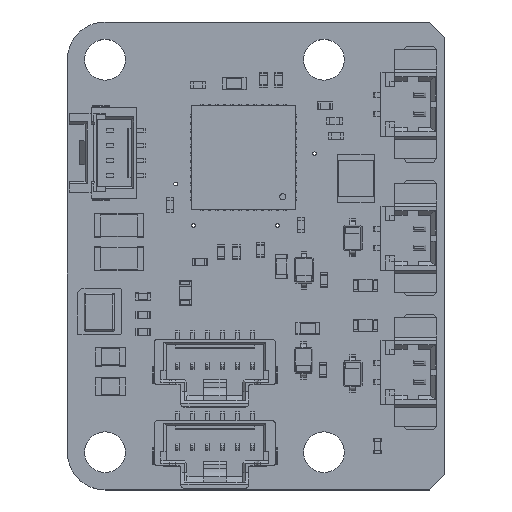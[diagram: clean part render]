
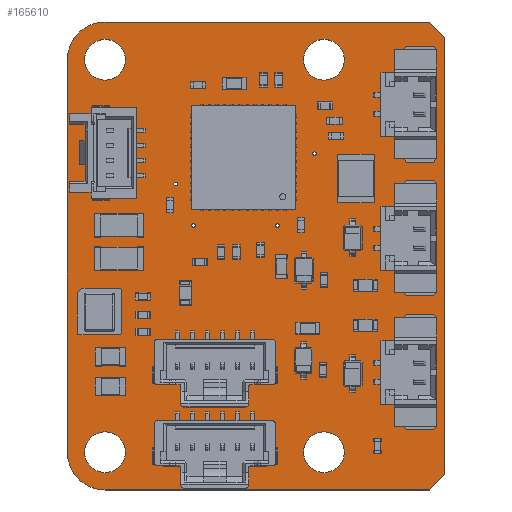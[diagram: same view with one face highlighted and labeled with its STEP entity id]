
A CAD part, top view. The second image highlights one B-rep face of the part: STEP entity #165610.
In plain terms, the highlighted planar face has unit normal (0, 0, 1).
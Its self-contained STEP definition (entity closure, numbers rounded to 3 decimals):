
#165375 = VERTEX_POINT('',#165376);
#165376 = CARTESIAN_POINT('',(24.,31.,1.6));
#165382 = EDGE_CURVE('',#165375,#165383,#165385,.T.);
#165383 = VERTEX_POINT('',#165384);
#165384 = CARTESIAN_POINT('',(2.5,31.,1.6));
#165385 = LINE('',#165386,#165387);
#165386 = CARTESIAN_POINT('',(24.,31.,1.6));
#165387 = VECTOR('',#165388,1.);
#165388 = DIRECTION('',(-1.,0.,0.));
#165415 = VERTEX_POINT('',#165416);
#165416 = CARTESIAN_POINT('',(25.,30.,1.6));
#165422 = EDGE_CURVE('',#165415,#165375,#165423,.T.);
#165423 = LINE('',#165424,#165425);
#165424 = CARTESIAN_POINT('',(25.,30.,1.6));
#165425 = VECTOR('',#165426,1.);
#165426 = DIRECTION('',(-0.707,0.707,0.));
#165453 = VERTEX_POINT('',#165454);
#165454 = CARTESIAN_POINT('',(0.,28.5,1.6));
#165460 = EDGE_CURVE('',#165383,#165453,#165461,.T.);
#165461 = CIRCLE('',#165462,2.5);
#165462 = AXIS2_PLACEMENT_3D('',#165463,#165464,#165465);
#165463 = CARTESIAN_POINT('',(2.5,28.5,1.6));
#165464 = DIRECTION('',(0.,0.,1.));
#165465 = DIRECTION('',(1.,0.,0.));
#165610 = ADVANCED_FACE('',(#165611,#165655,#165666,#165677,#165688,
    #165699,#165710,#165721,#165732),#165743,.T.);
#165611 = FACE_BOUND('',#165612,.T.);
#165612 = EDGE_LOOP('',(#165613,#165614,#165615,#165623,#165632,#165640,
    #165648,#165654));
#165613 = ORIENTED_EDGE('',*,*,#165382,.T.);
#165614 = ORIENTED_EDGE('',*,*,#165460,.T.);
#165615 = ORIENTED_EDGE('',*,*,#165616,.T.);
#165616 = EDGE_CURVE('',#165453,#165617,#165619,.T.);
#165617 = VERTEX_POINT('',#165618);
#165618 = CARTESIAN_POINT('',(0.,2.5,1.6));
#165619 = LINE('',#165620,#165621);
#165620 = CARTESIAN_POINT('',(0.,28.5,1.6));
#165621 = VECTOR('',#165622,1.);
#165622 = DIRECTION('',(0.,-1.,0.));
#165623 = ORIENTED_EDGE('',*,*,#165624,.T.);
#165624 = EDGE_CURVE('',#165617,#165625,#165627,.T.);
#165625 = VERTEX_POINT('',#165626);
#165626 = CARTESIAN_POINT('',(2.5,0.,1.6));
#165627 = CIRCLE('',#165628,2.5);
#165628 = AXIS2_PLACEMENT_3D('',#165629,#165630,#165631);
#165629 = CARTESIAN_POINT('',(2.5,2.5,1.6));
#165630 = DIRECTION('',(0.,0.,1.));
#165631 = DIRECTION('',(1.,0.,0.));
#165632 = ORIENTED_EDGE('',*,*,#165633,.T.);
#165633 = EDGE_CURVE('',#165625,#165634,#165636,.T.);
#165634 = VERTEX_POINT('',#165635);
#165635 = CARTESIAN_POINT('',(24.,0.,1.6));
#165636 = LINE('',#165637,#165638);
#165637 = CARTESIAN_POINT('',(2.5,0.,1.6));
#165638 = VECTOR('',#165639,1.);
#165639 = DIRECTION('',(1.,0.,0.));
#165640 = ORIENTED_EDGE('',*,*,#165641,.T.);
#165641 = EDGE_CURVE('',#165634,#165642,#165644,.T.);
#165642 = VERTEX_POINT('',#165643);
#165643 = CARTESIAN_POINT('',(25.,1.,1.6));
#165644 = LINE('',#165645,#165646);
#165645 = CARTESIAN_POINT('',(24.,0.,1.6));
#165646 = VECTOR('',#165647,1.);
#165647 = DIRECTION('',(0.707,0.707,0.));
#165648 = ORIENTED_EDGE('',*,*,#165649,.T.);
#165649 = EDGE_CURVE('',#165642,#165415,#165650,.T.);
#165650 = LINE('',#165651,#165652);
#165651 = CARTESIAN_POINT('',(25.,1.,1.6));
#165652 = VECTOR('',#165653,1.);
#165653 = DIRECTION('',(0.,1.,0.));
#165654 = ORIENTED_EDGE('',*,*,#165422,.T.);
#165655 = FACE_BOUND('',#165656,.T.);
#165656 = EDGE_LOOP('',(#165657));
#165657 = ORIENTED_EDGE('',*,*,#165658,.F.);
#165658 = EDGE_CURVE('',#165659,#165659,#165661,.T.);
#165659 = VERTEX_POINT('',#165660);
#165660 = CARTESIAN_POINT('',(3.85,2.5,1.6));
#165661 = CIRCLE('',#165662,1.35);
#165662 = AXIS2_PLACEMENT_3D('',#165663,#165664,#165665);
#165663 = CARTESIAN_POINT('',(2.5,2.5,1.6));
#165664 = DIRECTION('',(0.,0.,1.));
#165665 = DIRECTION('',(1.,0.,0.));
#165666 = FACE_BOUND('',#165667,.T.);
#165667 = EDGE_LOOP('',(#165668));
#165668 = ORIENTED_EDGE('',*,*,#165669,.F.);
#165669 = EDGE_CURVE('',#165670,#165670,#165672,.T.);
#165670 = VERTEX_POINT('',#165671);
#165671 = CARTESIAN_POINT('',(18.35,2.5,1.6));
#165672 = CIRCLE('',#165673,1.35);
#165673 = AXIS2_PLACEMENT_3D('',#165674,#165675,#165676);
#165674 = CARTESIAN_POINT('',(17.,2.5,1.6));
#165675 = DIRECTION('',(0.,0.,1.));
#165676 = DIRECTION('',(1.,0.,0.));
#165677 = FACE_BOUND('',#165678,.T.);
#165678 = EDGE_LOOP('',(#165679));
#165679 = ORIENTED_EDGE('',*,*,#165680,.F.);
#165680 = EDGE_CURVE('',#165681,#165681,#165683,.T.);
#165681 = VERTEX_POINT('',#165682);
#165682 = CARTESIAN_POINT('',(8.5,17.52,1.6));
#165683 = CIRCLE('',#165684,0.125);
#165684 = AXIS2_PLACEMENT_3D('',#165685,#165686,#165687);
#165685 = CARTESIAN_POINT('',(8.375,17.52,1.6));
#165686 = DIRECTION('',(0.,0.,1.));
#165687 = DIRECTION('',(1.,0.,0.));
#165688 = FACE_BOUND('',#165689,.T.);
#165689 = EDGE_LOOP('',(#165690));
#165690 = ORIENTED_EDGE('',*,*,#165691,.F.);
#165691 = EDGE_CURVE('',#165692,#165692,#165694,.T.);
#165692 = VERTEX_POINT('',#165693);
#165693 = CARTESIAN_POINT('',(7.3,20.27,1.6));
#165694 = CIRCLE('',#165695,0.125);
#165695 = AXIS2_PLACEMENT_3D('',#165696,#165697,#165698);
#165696 = CARTESIAN_POINT('',(7.175,20.27,1.6));
#165697 = DIRECTION('',(0.,0.,1.));
#165698 = DIRECTION('',(1.,0.,0.));
#165699 = FACE_BOUND('',#165700,.T.);
#165700 = EDGE_LOOP('',(#165701));
#165701 = ORIENTED_EDGE('',*,*,#165702,.F.);
#165702 = EDGE_CURVE('',#165703,#165703,#165705,.T.);
#165703 = VERTEX_POINT('',#165704);
#165704 = CARTESIAN_POINT('',(3.85,28.5,1.6));
#165705 = CIRCLE('',#165706,1.35);
#165706 = AXIS2_PLACEMENT_3D('',#165707,#165708,#165709);
#165707 = CARTESIAN_POINT('',(2.5,28.5,1.6));
#165708 = DIRECTION('',(0.,0.,1.));
#165709 = DIRECTION('',(1.,0.,0.));
#165710 = FACE_BOUND('',#165711,.T.);
#165711 = EDGE_LOOP('',(#165712));
#165712 = ORIENTED_EDGE('',*,*,#165713,.F.);
#165713 = EDGE_CURVE('',#165714,#165714,#165716,.T.);
#165714 = VERTEX_POINT('',#165715);
#165715 = CARTESIAN_POINT('',(14.05,17.52,1.6));
#165716 = CIRCLE('',#165717,0.125);
#165717 = AXIS2_PLACEMENT_3D('',#165718,#165719,#165720);
#165718 = CARTESIAN_POINT('',(13.925,17.52,1.6));
#165719 = DIRECTION('',(0.,0.,1.));
#165720 = DIRECTION('',(1.,0.,0.));
#165721 = FACE_BOUND('',#165722,.T.);
#165722 = EDGE_LOOP('',(#165723));
#165723 = ORIENTED_EDGE('',*,*,#165724,.F.);
#165724 = EDGE_CURVE('',#165725,#165725,#165727,.T.);
#165725 = VERTEX_POINT('',#165726);
#165726 = CARTESIAN_POINT('',(16.5,22.27,1.6));
#165727 = CIRCLE('',#165728,0.125);
#165728 = AXIS2_PLACEMENT_3D('',#165729,#165730,#165731);
#165729 = CARTESIAN_POINT('',(16.375,22.27,1.6));
#165730 = DIRECTION('',(0.,0.,1.));
#165731 = DIRECTION('',(1.,0.,0.));
#165732 = FACE_BOUND('',#165733,.T.);
#165733 = EDGE_LOOP('',(#165734));
#165734 = ORIENTED_EDGE('',*,*,#165735,.F.);
#165735 = EDGE_CURVE('',#165736,#165736,#165738,.T.);
#165736 = VERTEX_POINT('',#165737);
#165737 = CARTESIAN_POINT('',(18.35,28.5,1.6));
#165738 = CIRCLE('',#165739,1.35);
#165739 = AXIS2_PLACEMENT_3D('',#165740,#165741,#165742);
#165740 = CARTESIAN_POINT('',(17.,28.5,1.6));
#165741 = DIRECTION('',(0.,0.,1.));
#165742 = DIRECTION('',(1.,0.,0.));
#165743 = PLANE('',#165744);
#165744 = AXIS2_PLACEMENT_3D('',#165745,#165746,#165747);
#165745 = CARTESIAN_POINT('',(12.629,15.5,1.6));
#165746 = DIRECTION('',(0.,0.,1.));
#165747 = DIRECTION('',(1.,0.,0.));
